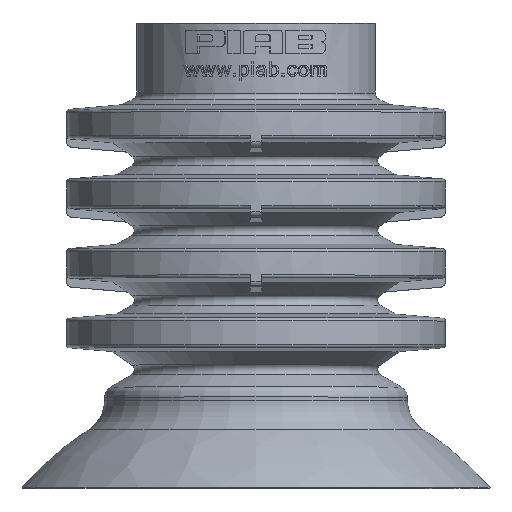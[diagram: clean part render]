
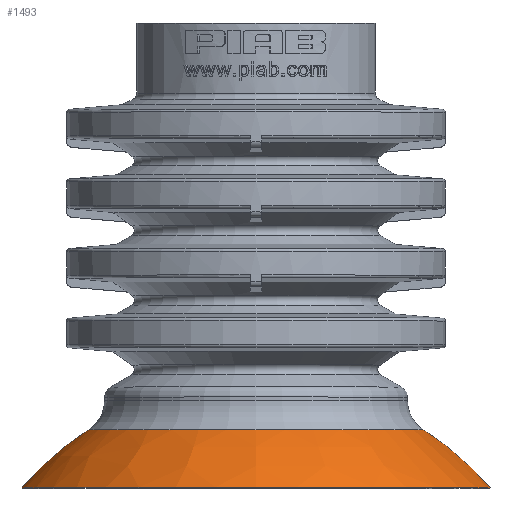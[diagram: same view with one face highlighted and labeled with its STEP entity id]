
A CAD part, top view. The second image highlights one B-rep face of the part: STEP entity #1493.
In plain terms, the highlighted free-form (B-spline) face has degree [3, 3] with [4, 4] control points.
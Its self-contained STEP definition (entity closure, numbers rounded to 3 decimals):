
#1493 = ADVANCED_FACE( '', ( #3303 ), #3304, .T. );
#3303 = FACE_OUTER_BOUND( '', #11893, .T. );
#3304 = ( BOUNDED_SURFACE(  )B_SPLINE_SURFACE( 3, 3, ( ( #11896, #11897, #11898, #11899 ), ( #11900, #11901, #11902, #11903 ), ( #11904, #11905, #11906, #11907 ), ( #11908, #11909, #11910, #11911 ) ), .UNSPECIFIED., .F., .F., .F. )B_SPLINE_SURFACE_WITH_KNOTS( ( 4, 4 ), ( 4, 4 ), ( 1.571, 4.712 ), ( -1.005, -0.703 ), .UNSPECIFIED. )GEOMETRIC_REPRESENTATION_ITEM(  )RATIONAL_B_SPLINE_SURFACE( ( ( 1., 0.333, 0.333, 1. ), ( 0.992, 0.331, 0.331, 0.992 ), ( 0.992, 0.331, 0.331, 0.992 ), ( 1., 0.333, 0.333, 1. ) ) )REPRESENTATION_ITEM( '' )SURFACE(  ) );
#11893 = EDGE_LOOP( '', ( #19117, #19118, #19119, #19120 ) );
#11896 = CARTESIAN_POINT( '', ( 20.072, 16.164, 0. ) );
#11897 = CARTESIAN_POINT( '', ( 20.072, 16.164, 40.144 ) );
#11898 = CARTESIAN_POINT( '', ( -20.072, 16.164, 40.144 ) );
#11899 = CARTESIAN_POINT( '', ( -20.072, 16.164, 0. ) );
#11900 = CARTESIAN_POINT( '', ( 18.436, 18.093, 0. ) );
#11901 = CARTESIAN_POINT( '', ( 18.436, 18.093, 36.873 ) );
#11902 = CARTESIAN_POINT( '', ( -18.436, 18.093, 36.873 ) );
#11903 = CARTESIAN_POINT( '', ( -18.436, 18.093, 0. ) );
#11904 = CARTESIAN_POINT( '', ( 16.529, 19.755, 0. ) );
#11905 = CARTESIAN_POINT( '', ( 16.529, 19.755, 33.058 ) );
#11906 = CARTESIAN_POINT( '', ( -16.529, 19.755, 33.058 ) );
#11907 = CARTESIAN_POINT( '', ( -16.529, 19.755, 0. ) );
#11908 = CARTESIAN_POINT( '', ( 14.393, 21.11, 0. ) );
#11909 = CARTESIAN_POINT( '', ( 14.393, 21.11, 28.786 ) );
#11910 = CARTESIAN_POINT( '', ( -14.393, 21.11, 28.786 ) );
#11911 = CARTESIAN_POINT( '', ( -14.393, 21.11, 0. ) );
#19117 = ORIENTED_EDGE( '', *, *, #21847, .F. );
#19118 = ORIENTED_EDGE( '', *, *, #21750, .F. );
#19119 = ORIENTED_EDGE( '', *, *, #21849, .F. );
#19120 = ORIENTED_EDGE( '', *, *, #22980, .T. );
#21750 = EDGE_CURVE( '', #24407, #24408, #24409, .T. );
#21847 = EDGE_CURVE( '', #24408, #24572, #24573, .F. );
#21849 = EDGE_CURVE( '', #24574, #24407, #24576, .F. );
#22980 = EDGE_CURVE( '', #24574, #24572, #26203, .T. );
#24407 = VERTEX_POINT( '', #30283 );
#24408 = VERTEX_POINT( '', #30284 );
#24409 = CIRCLE( '', #30285, 20.072 );
#24572 = VERTEX_POINT( '', #30669 );
#24573 = CIRCLE( '', #30670, 25. );
#24574 = VERTEX_POINT( '', #30671 );
#24576 = CIRCLE( '', #30673, 25. );
#26203 = CIRCLE( '', #36140, 14.393 );
#30283 = CARTESIAN_POINT( '', ( 20.072, 16.164, 0. ) );
#30284 = CARTESIAN_POINT( '', ( -20.072, 16.164, 0. ) );
#30285 = AXIS2_PLACEMENT_3D( '', #38437, #38438, #38439 );
#30669 = CARTESIAN_POINT( '', ( -14.393, 21.11, 0. ) );
#30670 = AXIS2_PLACEMENT_3D( '', #38531, #38532, #38533 );
#30671 = CARTESIAN_POINT( '', ( 14.393, 21.11, 0. ) );
#30673 = AXIS2_PLACEMENT_3D( '', #38537, #38538, #38539 );
#36140 = AXIS2_PLACEMENT_3D( '', #39344, #39345, #39346 );
#38437 = CARTESIAN_POINT( '', ( 0., 16.164, 0. ) );
#38438 = DIRECTION( '', ( 0., -1., 0. ) );
#38439 = DIRECTION( '', ( 0., 0., -1. ) );
#38531 = CARTESIAN_POINT( '', ( -1., 0., 0. ) );
#38532 = DIRECTION( '', ( 0., 0., 1. ) );
#38533 = DIRECTION( '', ( 1., 0., 0. ) );
#38537 = CARTESIAN_POINT( '', ( 1., 0., 0. ) );
#38538 = DIRECTION( '', ( 0., 0., 1. ) );
#38539 = DIRECTION( '', ( 1., 0., 0. ) );
#39344 = CARTESIAN_POINT( '', ( 0., 21.11, 0. ) );
#39345 = DIRECTION( '', ( 0., -1., 0. ) );
#39346 = DIRECTION( '', ( 0., 0., -1. ) );
